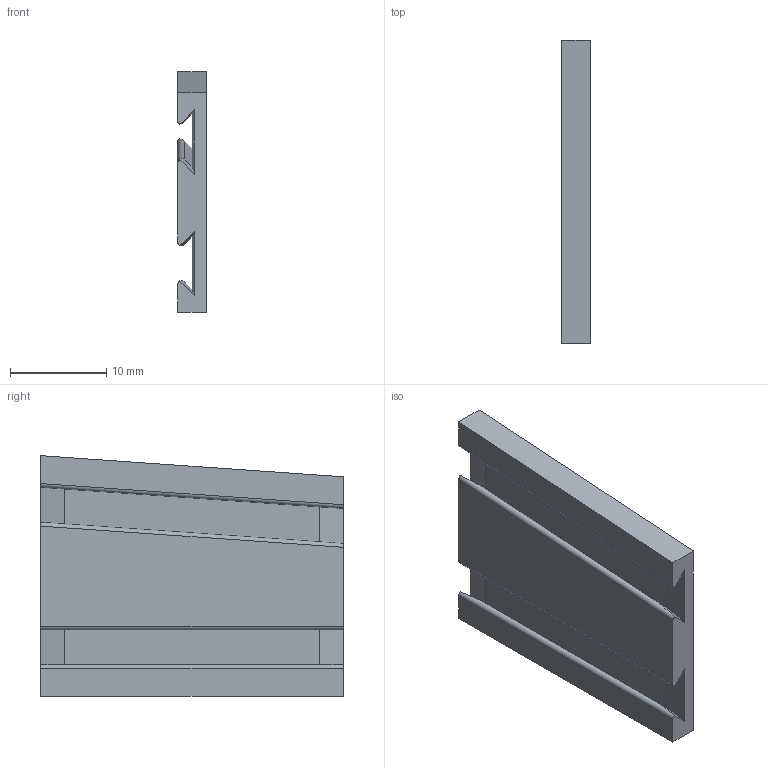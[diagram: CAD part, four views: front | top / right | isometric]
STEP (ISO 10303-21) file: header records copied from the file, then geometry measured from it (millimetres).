
FILE_DESCRIPTION(/* description */ ('Alibre Inc.'),/* implementation_level */ '2;1');
FILE_NAME(/* name */ 'export-3F8C2E03-AEBD-4133-BD36-1FE59E170088',/* time_stamp */ '2025-09-06T22:51:00+02:00',/* author */ (''),/* organization */ (''),/* preprocessor_version */ 'ST-DEVELOPER v17',/* originating_system */ 'Alibre',/* authorisation */ '');
FILE_SCHEMA (('CONFIG_CONTROL_DESIGN'));
Length unit declared in the file: millimetre
Bounding box: 3 x 31.49 x 25.02 mm (x, y, z)
Volume: 1847.1 mm3; surface area: 2147.7 mm2
Topology: 1 solids, 1 shells, 30 faces, 80 edges, 52 vertices
Faces by surface type: plane 26, cylinder 4
Entity records: 987 total; most frequent: CARTESIAN_POINT 162, ORIENTED_EDGE 160, DIRECTION 130, EDGE_CURVE 80, VECTOR 64, LINE 64, VERTEX_POINT 52, AXIS2_PLACEMENT_3D 46
